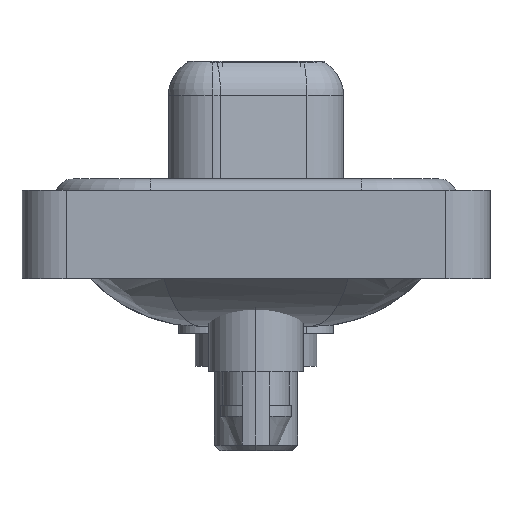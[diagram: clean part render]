
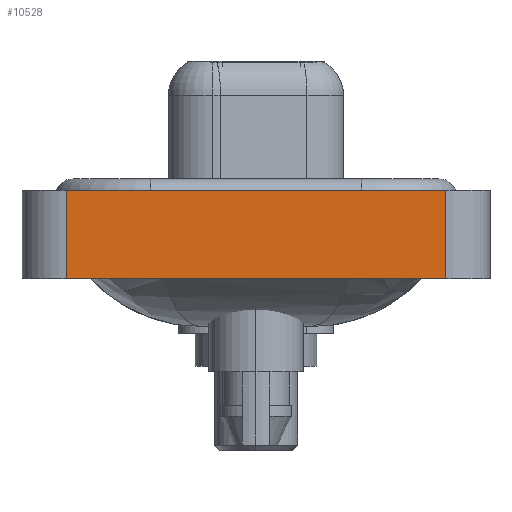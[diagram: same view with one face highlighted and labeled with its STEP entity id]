
A CAD part, left-side view. The second image highlights one B-rep face of the part: STEP entity #10528.
In plain terms, the highlighted planar face has unit normal (-1, 0, 0).
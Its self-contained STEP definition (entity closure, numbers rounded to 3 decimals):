
#857 = EDGE_CURVE ( 'NONE', #18401, #10716, #5172, .T. ) ;
#945 = CARTESIAN_POINT ( 'NONE',  ( -7.35, 8.55, -3.6 ) ) ;
#2553 = PLANE ( 'NONE',  #15122 ) ;
#3076 = ORIENTED_EDGE ( 'NONE', *, *, #4436, .T. ) ;
#3160 = VERTEX_POINT ( 'NONE', #7005 ) ;
#3313 = DIRECTION ( 'NONE',  ( 0., 0., 1. ) ) ;
#3800 = ORIENTED_EDGE ( 'NONE', *, *, #14441, .F. ) ;
#3809 = ORIENTED_EDGE ( 'NONE', *, *, #13772, .F. ) ;
#4436 = EDGE_CURVE ( 'NONE', #10716, #3160, #18949, .T. ) ;
#5172 = LINE ( 'NONE', #18992, #21423 ) ;
#5331 = VECTOR ( 'NONE', #16906, 1000. ) ;
#5688 = DIRECTION ( 'NONE',  ( 0., -1., 0. ) ) ;
#6467 = VERTEX_POINT ( 'NONE', #14818 ) ;
#7005 = CARTESIAN_POINT ( 'NONE',  ( -7.35, -8.55, 0.4 ) ) ;
#7964 = LINE ( 'NONE', #945, #5331 ) ;
#8138 = VECTOR ( 'NONE', #5688, 1000. ) ;
#8680 = DIRECTION ( 'NONE',  ( 0., -1., 0. ) ) ;
#9090 = CARTESIAN_POINT ( 'NONE',  ( -7.35, -8.55, 0.4 ) ) ;
#9111 = FACE_OUTER_BOUND ( 'NONE', #9370, .T. ) ;
#9370 = EDGE_LOOP ( 'NONE', ( #3076, #3809, #3800, #10599 ) ) ;
#9450 = DIRECTION ( 'NONE',  ( -1., 0., 0. ) ) ;
#10528 = ADVANCED_FACE ( 'NONE', ( #9111 ), #2553, .T. ) ;
#10599 = ORIENTED_EDGE ( 'NONE', *, *, #857, .T. ) ;
#10716 = VERTEX_POINT ( 'NONE', #22354 ) ;
#11628 = CARTESIAN_POINT ( 'NONE',  ( -7.35, 8.55, -3.6 ) ) ;
#11926 = CARTESIAN_POINT ( 'NONE',  ( -7.35, -8.55, -3.6 ) ) ;
#12562 = VECTOR ( 'NONE', #3313, 1000. ) ;
#12962 = DIRECTION ( 'NONE',  ( 0., 0., 1. ) ) ;
#13772 = EDGE_CURVE ( 'NONE', #6467, #3160, #21000, .T. ) ;
#14307 = CARTESIAN_POINT ( 'NONE',  ( -7.35, -8.55, -3.6 ) ) ;
#14441 = EDGE_CURVE ( 'NONE', #18401, #6467, #7964, .T. ) ;
#14818 = CARTESIAN_POINT ( 'NONE',  ( -7.35, 8.55, 0.4 ) ) ;
#15122 = AXIS2_PLACEMENT_3D ( 'NONE', #14307, #9450, #12962 ) ;
#16906 = DIRECTION ( 'NONE',  ( 0., 0., 1. ) ) ;
#18401 = VERTEX_POINT ( 'NONE', #11628 ) ;
#18949 = LINE ( 'NONE', #11926, #12562 ) ;
#18992 = CARTESIAN_POINT ( 'NONE',  ( -7.35, -8.55, -3.6 ) ) ;
#21000 = LINE ( 'NONE', #9090, #8138 ) ;
#21423 = VECTOR ( 'NONE', #8680, 1000. ) ;
#22354 = CARTESIAN_POINT ( 'NONE',  ( -7.35, -8.55, -3.6 ) ) ;
